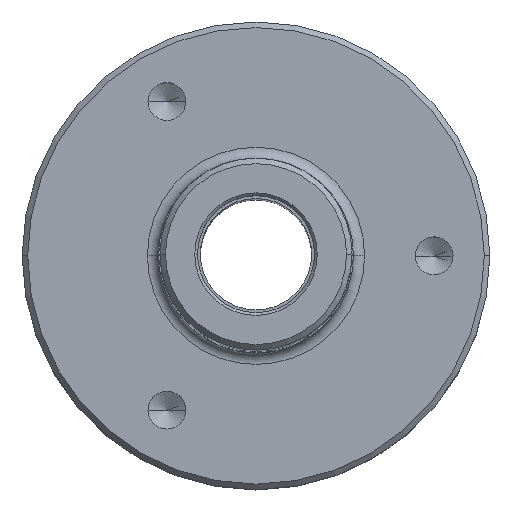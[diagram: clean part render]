
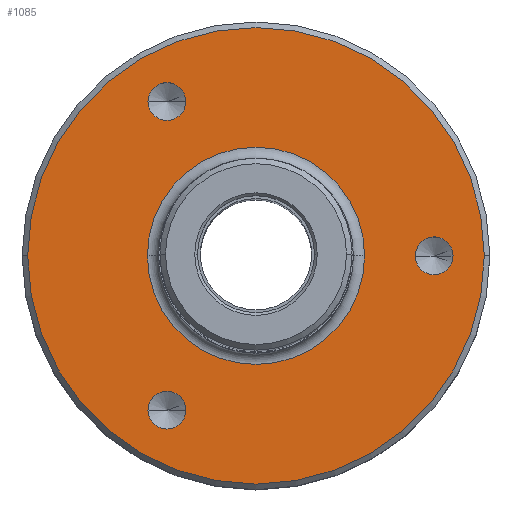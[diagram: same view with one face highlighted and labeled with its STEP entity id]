
A CAD part, top view. The second image highlights one B-rep face of the part: STEP entity #1085.
In plain terms, the highlighted planar face has unit normal (0, 0, 1).
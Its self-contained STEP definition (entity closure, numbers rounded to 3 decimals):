
#7 = AXIS2_PLACEMENT_3D ( 'NONE', #781, #1048, #1143 ) ;
#39 = ORIENTED_EDGE ( 'NONE', *, *, #908, .T. ) ;
#42 = AXIS2_PLACEMENT_3D ( 'NONE', #558, #376, #989 ) ;
#44 = CIRCLE ( 'NONE', #42, 19.5 ) ;
#65 = CARTESIAN_POINT ( 'NONE',  ( 19.5, 0., -175. ) ) ;
#80 = CARTESIAN_POINT ( 'NONE',  ( 0., 0., -175. ) ) ;
#81 = CIRCLE ( 'NONE', #495, 41. ) ;
#91 = DIRECTION ( 'NONE',  ( 0., 0., 1. ) ) ;
#95 = DIRECTION ( 'NONE',  ( 0., 0., 1. ) ) ;
#132 = EDGE_LOOP ( 'NONE', ( #415, #928 ) ) ;
#146 = VERTEX_POINT ( 'NONE', #679 ) ;
#183 = DIRECTION ( 'NONE',  ( 0., 0., 1. ) ) ;
#194 = DIRECTION ( 'NONE',  ( 1., 0., 0. ) ) ;
#211 = EDGE_LOOP ( 'NONE', ( #694, #363 ) ) ;
#234 = ORIENTED_EDGE ( 'NONE', *, *, #448, .T. ) ;
#241 = CIRCLE ( 'NONE', #566, 3.4 ) ;
#242 = CARTESIAN_POINT ( 'NONE',  ( -16., 27.713, -175. ) ) ;
#274 = CIRCLE ( 'NONE', #450, 3.4 ) ;
#280 = CIRCLE ( 'NONE', #476, 3.4 ) ;
#297 = FACE_BOUND ( 'NONE', #132, .T. ) ;
#302 = EDGE_LOOP ( 'NONE', ( #234, #39 ) ) ;
#304 = CIRCLE ( 'NONE', #7, 3.4 ) ;
#307 = VERTEX_POINT ( 'NONE', #360 ) ;
#311 = EDGE_CURVE ( 'NONE', #590, #654, #1127, .T. ) ;
#313 = ORIENTED_EDGE ( 'NONE', *, *, #684, .T. ) ;
#360 = CARTESIAN_POINT ( 'NONE',  ( -41., 0., -175. ) ) ;
#363 = ORIENTED_EDGE ( 'NONE', *, *, #311, .F. ) ;
#376 = DIRECTION ( 'NONE',  ( 0., 0., -1. ) ) ;
#386 = DIRECTION ( 'NONE',  ( 0., 0., 1. ) ) ;
#390 = DIRECTION ( 'NONE',  ( 0., 0., 1. ) ) ;
#402 = AXIS2_PLACEMENT_3D ( 'NONE', #938, #390, #1124 ) ;
#415 = ORIENTED_EDGE ( 'NONE', *, *, #520, .F. ) ;
#416 = EDGE_CURVE ( 'NONE', #471, #900, #304, .T. ) ;
#448 = EDGE_CURVE ( 'NONE', #980, #783, #456, .T. ) ;
#450 = AXIS2_PLACEMENT_3D ( 'NONE', #723, #717, #803 ) ;
#456 = CIRCLE ( 'NONE', #554, 19.5 ) ;
#471 = VERTEX_POINT ( 'NONE', #638 ) ;
#476 = AXIS2_PLACEMENT_3D ( 'NONE', #804, #386, #827 ) ;
#479 = DIRECTION ( 'NONE',  ( 0., 0., 1. ) ) ;
#487 = EDGE_CURVE ( 'NONE', #747, #307, #81, .T. ) ;
#495 = AXIS2_PLACEMENT_3D ( 'NONE', #548, #95, #645 ) ;
#502 = EDGE_LOOP ( 'NONE', ( #771, #641 ) ) ;
#516 = AXIS2_PLACEMENT_3D ( 'NONE', #242, #91, #951 ) ;
#520 = EDGE_CURVE ( 'NONE', #900, #471, #280, .T. ) ;
#541 = AXIS2_PLACEMENT_3D ( 'NONE', #1036, #479, #1016 ) ;
#547 = CARTESIAN_POINT ( 'NONE',  ( 35.4, 0., -175. ) ) ;
#548 = CARTESIAN_POINT ( 'NONE',  ( 0., 0., -175. ) ) ;
#554 = AXIS2_PLACEMENT_3D ( 'NONE', #80, #1147, #708 ) ;
#558 = CARTESIAN_POINT ( 'NONE',  ( 0., 0., -175. ) ) ;
#559 = CARTESIAN_POINT ( 'NONE',  ( -19.4, 27.713, -175. ) ) ;
#563 = CARTESIAN_POINT ( 'NONE',  ( -19.5, 0., -175. ) ) ;
#566 = AXIS2_PLACEMENT_3D ( 'NONE', #1067, #183, #194 ) ;
#590 = VERTEX_POINT ( 'NONE', #559 ) ;
#638 = CARTESIAN_POINT ( 'NONE',  ( 28.6, 0., -175. ) ) ;
#641 = ORIENTED_EDGE ( 'NONE', *, *, #957, .F. ) ;
#645 = DIRECTION ( 'NONE',  ( -1., 0., 0. ) ) ;
#654 = VERTEX_POINT ( 'NONE', #944 ) ;
#679 = CARTESIAN_POINT ( 'NONE',  ( -19.4, -27.713, -175. ) ) ;
#681 = PLANE ( 'NONE',  #797 ) ;
#684 = EDGE_CURVE ( 'NONE', #307, #747, #718, .T. ) ;
#688 = CARTESIAN_POINT ( 'NONE',  ( -42., 0., -175. ) ) ;
#694 = ORIENTED_EDGE ( 'NONE', *, *, #1134, .F. ) ;
#708 = DIRECTION ( 'NONE',  ( -1., 0., 0. ) ) ;
#717 = DIRECTION ( 'NONE',  ( 0., 0., 1. ) ) ;
#718 = CIRCLE ( 'NONE', #402, 41. ) ;
#723 = CARTESIAN_POINT ( 'NONE',  ( -16., -27.713, -175. ) ) ;
#747 = VERTEX_POINT ( 'NONE', #774 ) ;
#748 = CARTESIAN_POINT ( 'NONE',  ( -12.6, -27.713, -175. ) ) ;
#754 = FACE_BOUND ( 'NONE', #211, .T. ) ;
#761 = ORIENTED_EDGE ( 'NONE', *, *, #487, .T. ) ;
#765 = FACE_BOUND ( 'NONE', #502, .T. ) ;
#771 = ORIENTED_EDGE ( 'NONE', *, *, #969, .F. ) ;
#774 = CARTESIAN_POINT ( 'NONE',  ( 41., 0., -175. ) ) ;
#781 = CARTESIAN_POINT ( 'NONE',  ( 32., 0., -175. ) ) ;
#783 = VERTEX_POINT ( 'NONE', #65 ) ;
#797 = AXIS2_PLACEMENT_3D ( 'NONE', #688, #910, #845 ) ;
#803 = DIRECTION ( 'NONE',  ( 1., 0., 0. ) ) ;
#804 = CARTESIAN_POINT ( 'NONE',  ( 32., 0., -175. ) ) ;
#827 = DIRECTION ( 'NONE',  ( 1., 0., 0. ) ) ;
#845 = DIRECTION ( 'NONE',  ( -1., 0., 0. ) ) ;
#900 = VERTEX_POINT ( 'NONE', #547 ) ;
#908 = EDGE_CURVE ( 'NONE', #783, #980, #44, .T. ) ;
#910 = DIRECTION ( 'NONE',  ( 0., 0., -1. ) ) ;
#916 = CIRCLE ( 'NONE', #541, 3.4 ) ;
#928 = ORIENTED_EDGE ( 'NONE', *, *, #416, .F. ) ;
#938 = CARTESIAN_POINT ( 'NONE',  ( 0., 0., -175. ) ) ;
#944 = CARTESIAN_POINT ( 'NONE',  ( -12.6, 27.713, -175. ) ) ;
#951 = DIRECTION ( 'NONE',  ( 1., 0., 0. ) ) ;
#957 = EDGE_CURVE ( 'NONE', #146, #1129, #274, .T. ) ;
#963 = EDGE_LOOP ( 'NONE', ( #313, #761 ) ) ;
#969 = EDGE_CURVE ( 'NONE', #1129, #146, #241, .T. ) ;
#980 = VERTEX_POINT ( 'NONE', #563 ) ;
#989 = DIRECTION ( 'NONE',  ( -1., 0., 0. ) ) ;
#1007 = FACE_OUTER_BOUND ( 'NONE', #963, .T. ) ;
#1016 = DIRECTION ( 'NONE',  ( 1., 0., 0. ) ) ;
#1036 = CARTESIAN_POINT ( 'NONE',  ( -16., 27.713, -175. ) ) ;
#1048 = DIRECTION ( 'NONE',  ( 0., 0., 1. ) ) ;
#1067 = CARTESIAN_POINT ( 'NONE',  ( -16., -27.713, -175. ) ) ;
#1085 = ADVANCED_FACE ( 'NONE', ( #1007, #1097, #765, #754, #297 ), #681, .F. ) ;
#1097 = FACE_BOUND ( 'NONE', #302, .T. ) ;
#1124 = DIRECTION ( 'NONE',  ( -1., 0., 0. ) ) ;
#1127 = CIRCLE ( 'NONE', #516, 3.4 ) ;
#1129 = VERTEX_POINT ( 'NONE', #748 ) ;
#1134 = EDGE_CURVE ( 'NONE', #654, #590, #916, .T. ) ;
#1143 = DIRECTION ( 'NONE',  ( 1., 0., 0. ) ) ;
#1147 = DIRECTION ( 'NONE',  ( 0., 0., -1. ) ) ;
